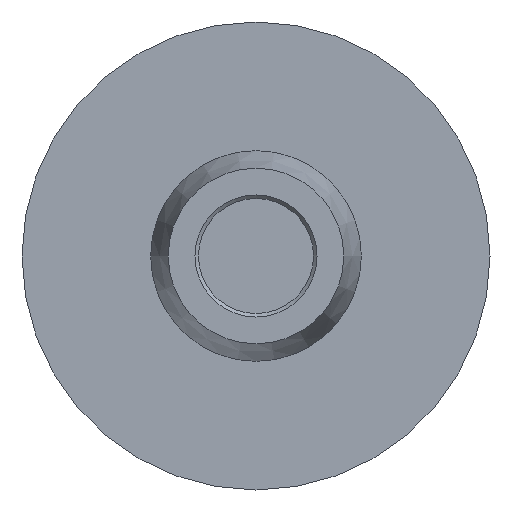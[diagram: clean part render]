
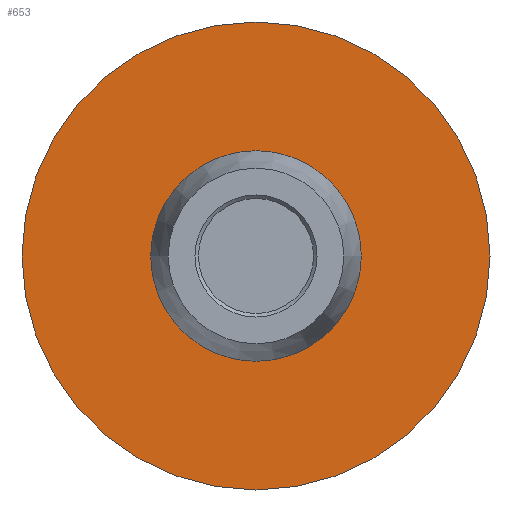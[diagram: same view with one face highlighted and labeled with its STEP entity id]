
A CAD part, front view. The second image highlights one B-rep face of the part: STEP entity #653.
In plain terms, the highlighted planar face has unit normal (0, -1, 0).
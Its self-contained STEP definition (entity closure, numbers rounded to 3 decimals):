
#109=PLANE('',#751);
#137=FACE_BOUND('',#238,.T.);
#184=FACE_OUTER_BOUND('',#237,.T.);
#237=EDGE_LOOP('',(#600));
#238=EDGE_LOOP('',(#601));
#291=CIRCLE('',#750,10.);
#292=CIRCLE('',#752,4.5);
#342=VERTEX_POINT('',#1167);
#343=VERTEX_POINT('',#1170);
#429=EDGE_CURVE('',#342,#342,#291,.T.);
#430=EDGE_CURVE('',#343,#343,#292,.T.);
#600=ORIENTED_EDGE('',*,*,#429,.T.);
#601=ORIENTED_EDGE('',*,*,#430,.F.);
#653=ADVANCED_FACE('',(#184,#137),#109,.T.);
#750=AXIS2_PLACEMENT_3D('',#1168,#978,#979);
#751=AXIS2_PLACEMENT_3D('',#1169,#980,#981);
#752=AXIS2_PLACEMENT_3D('',#1171,#982,#983);
#978=DIRECTION('center_axis',(0.,-1.,0.));
#979=DIRECTION('ref_axis',(1.,0.,0.));
#980=DIRECTION('center_axis',(0.,-1.,0.));
#981=DIRECTION('ref_axis',(0.,0.,-1.));
#982=DIRECTION('center_axis',(0.,-1.,0.));
#983=DIRECTION('ref_axis',(1.,0.,0.));
#1167=CARTESIAN_POINT('',(10.,15.,0.));
#1168=CARTESIAN_POINT('Origin',(0.,15.,0.));
#1169=CARTESIAN_POINT('Origin',(4.5,15.,0.));
#1170=CARTESIAN_POINT('',(4.5,15.,0.));
#1171=CARTESIAN_POINT('Origin',(0.,15.,0.));
